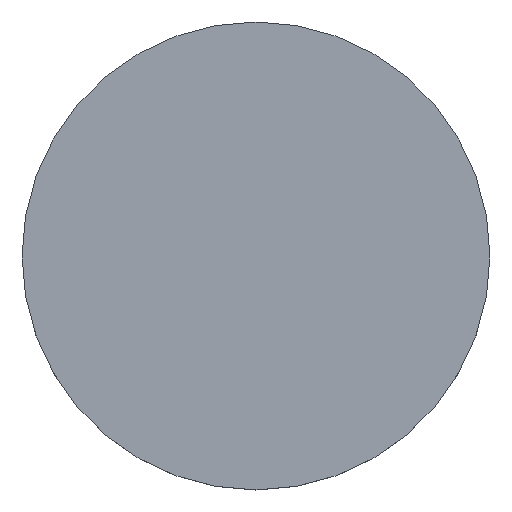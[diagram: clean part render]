
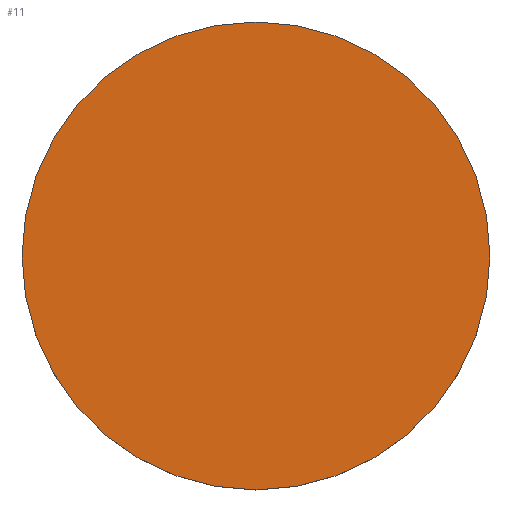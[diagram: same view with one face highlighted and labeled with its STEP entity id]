
A CAD part, top view. The second image highlights one B-rep face of the part: STEP entity #11.
In plain terms, the highlighted planar face has unit normal (0, 0, 1).
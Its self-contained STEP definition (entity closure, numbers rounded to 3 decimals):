
#3 = DIRECTION ( 'NONE',  ( 0., 0., 1. ) ) ;
#11 = ADVANCED_FACE ( 'NONE', ( #17 ), #105, .T. ) ;
#14 = ORIENTED_EDGE ( 'NONE', *, *, #92, .T. ) ;
#17 = FACE_OUTER_BOUND ( 'NONE', #133, .T. ) ;
#24 = AXIS2_PLACEMENT_3D ( 'NONE', #25, #107, #169 ) ;
#25 = CARTESIAN_POINT ( 'NONE',  ( 0., 0., 3. ) ) ;
#26 = CIRCLE ( 'NONE', #24, 15. ) ;
#38 = CARTESIAN_POINT ( 'NONE',  ( 0., 0., 3. ) ) ;
#57 = VERTEX_POINT ( 'NONE', #63 ) ;
#59 = CIRCLE ( 'NONE', #132, 15. ) ;
#63 = CARTESIAN_POINT ( 'NONE',  ( 15., 0., 3. ) ) ;
#65 = VERTEX_POINT ( 'NONE', #154 ) ;
#66 = DIRECTION ( 'NONE',  ( 0., 0., 1. ) ) ;
#85 = CARTESIAN_POINT ( 'NONE',  ( 0., 0., 3. ) ) ;
#91 = DIRECTION ( 'NONE',  ( 1., 0., 0. ) ) ;
#92 = EDGE_CURVE ( 'NONE', #57, #65, #26, .T. ) ;
#94 = EDGE_CURVE ( 'NONE', #65, #57, #59, .T. ) ;
#102 = AXIS2_PLACEMENT_3D ( 'NONE', #38, #3, #120 ) ;
#105 = PLANE ( 'NONE',  #102 ) ;
#107 = DIRECTION ( 'NONE',  ( 0., 0., 1. ) ) ;
#120 = DIRECTION ( 'NONE',  ( 1., 0., 0. ) ) ;
#123 = ORIENTED_EDGE ( 'NONE', *, *, #94, .T. ) ;
#132 = AXIS2_PLACEMENT_3D ( 'NONE', #85, #66, #91 ) ;
#133 = EDGE_LOOP ( 'NONE', ( #123, #14 ) ) ;
#154 = CARTESIAN_POINT ( 'NONE',  ( -15., 0., 3. ) ) ;
#169 = DIRECTION ( 'NONE',  ( 1., 0., 0. ) ) ;
